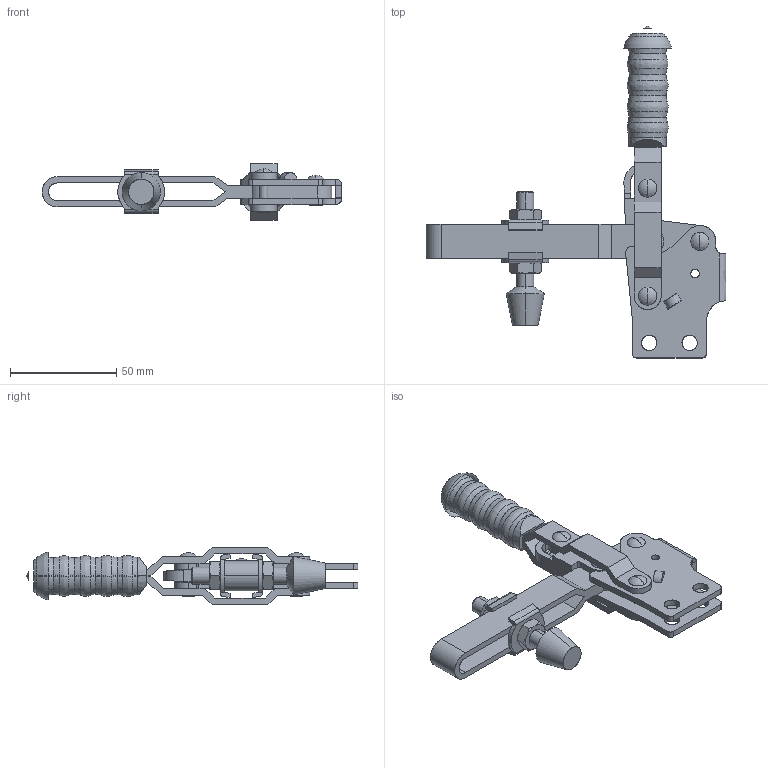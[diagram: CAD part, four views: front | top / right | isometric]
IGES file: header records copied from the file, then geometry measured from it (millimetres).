
Start section: SolidWorks IGES file using analytic representation for surfaces
Global section: file name: 9HGH-12137(簡化)-1.IGS; native system: SolidWorks 2016; preprocessor: SolidWorks 2016; author: LinWei; date: 200421.081533; units: millimetre
Bounding box: 141 x 156.15 x 26.7 mm (x, y, z)
Surface area: 36090.4 mm2 (no closed solid volume)
Topology: 0 solids, 0 shells, 338 faces, 4596 edges, 4590 vertices
Faces by surface type: bspline 197, revolution 141
